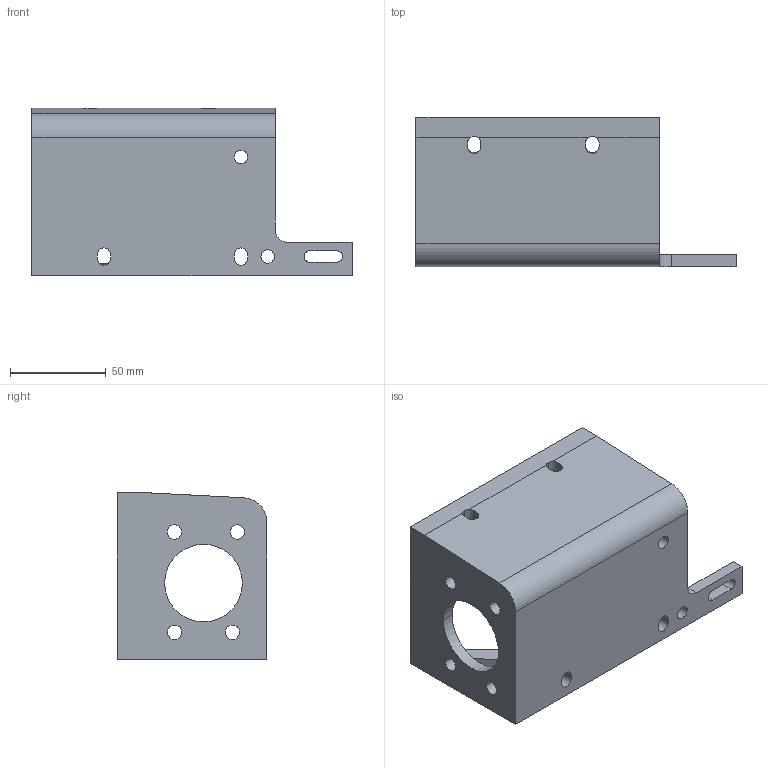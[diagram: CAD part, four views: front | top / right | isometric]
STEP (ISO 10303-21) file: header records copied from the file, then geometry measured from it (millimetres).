
FILE_DESCRIPTION (( 'STEP AP203' ), '1' );
FILE_NAME ('braquette_bleue_46.2_SLDPRT.STEP', '2024-02-18T21:11:03', ( '' ), ( '' ), 'SwSTEP 2.0', 'SolidWorks 2022', '' );
FILE_SCHEMA (( 'CONFIG_CONTROL_DESIGN' ));
Length unit declared in the file: millimetre
Products named in the file (1): braquette_bleue_46.2_SLDPRT
Bounding box: 167 x 78 x 87.38 mm (x, y, z)
Volume: 180539.1 mm3; surface area: 58527.8 mm2
Topology: 1 solids, 1 shells, 73 faces, 217 edges, 143 vertices
Faces by surface type: cylinder 37, plane 36
Entity records: 2581 total; most frequent: CARTESIAN_POINT 482, ORIENTED_EDGE 434, DIRECTION 410, EDGE_CURVE 217, VERTEX_POINT 143, VECTOR 140, LINE 140, AXIS2_PLACEMENT_3D 135
